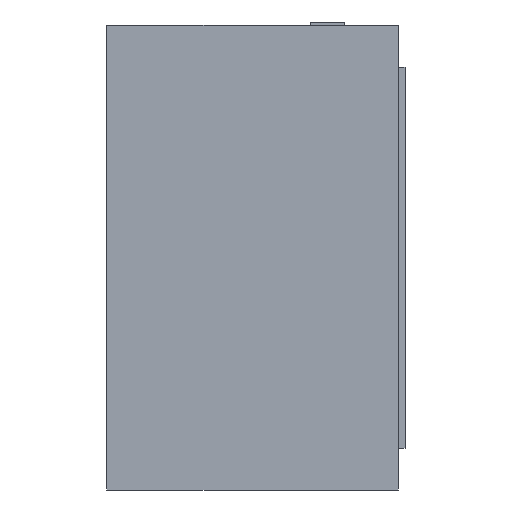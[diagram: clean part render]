
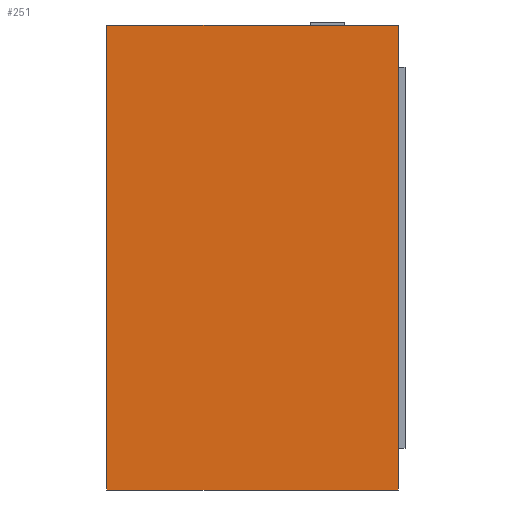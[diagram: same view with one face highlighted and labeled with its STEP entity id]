
A CAD part, left-side view. The second image highlights one B-rep face of the part: STEP entity #251.
In plain terms, the highlighted planar face has unit normal (-1, 0, 0).
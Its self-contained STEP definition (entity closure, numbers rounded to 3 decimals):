
#29 = EDGE_CURVE ( 'NONE', #1026, #250, #840, .T. ) ;
#47 = CARTESIAN_POINT ( 'NONE',  ( -0.535, 0., 0.335 ) ) ;
#70 = CARTESIAN_POINT ( 'NONE',  ( -0.535, 0.42, 0.335 ) ) ;
#90 = ORIENTED_EDGE ( 'NONE', *, *, #1112, .T. ) ;
#143 = DIRECTION ( 'NONE',  ( 0., 0., 1. ) ) ;
#174 = VERTEX_POINT ( 'NONE', #249 ) ;
#203 = CARTESIAN_POINT ( 'NONE',  ( -0.535, 0., -0.335 ) ) ;
#220 = LINE ( 'NONE', #939, #535 ) ;
#249 = CARTESIAN_POINT ( 'NONE',  ( -0.535, 0.42, -0.335 ) ) ;
#250 = VERTEX_POINT ( 'NONE', #47 ) ;
#251 = ADVANCED_FACE ( 'NONE', ( #311 ), #1036, .F. ) ;
#252 = DIRECTION ( 'NONE',  ( 0., -1., 0. ) ) ;
#272 = ORIENTED_EDGE ( 'NONE', *, *, #29, .T. ) ;
#279 = VECTOR ( 'NONE', #569, 1000. ) ;
#300 = EDGE_CURVE ( 'NONE', #174, #1021, #220, .T. ) ;
#303 = VECTOR ( 'NONE', #252, 1000. ) ;
#311 = FACE_OUTER_BOUND ( 'NONE', #711, .T. ) ;
#394 = CARTESIAN_POINT ( 'NONE',  ( -0.535, 0., -0.335 ) ) ;
#447 = CARTESIAN_POINT ( 'NONE',  ( -0.535, 0.42, -0.335 ) ) ;
#495 = DIRECTION ( 'NONE',  ( 0., 0., -1. ) ) ;
#500 = DIRECTION ( 'NONE',  ( 0., -1., 0. ) ) ;
#535 = VECTOR ( 'NONE', #143, 1000. ) ;
#536 = VECTOR ( 'NONE', #500, 1000. ) ;
#569 = DIRECTION ( 'NONE',  ( 0., 0., 1. ) ) ;
#588 = CARTESIAN_POINT ( 'NONE',  ( -0.535, 0.42, -0.335 ) ) ;
#690 = LINE ( 'NONE', #447, #303 ) ;
#711 = EDGE_LOOP ( 'NONE', ( #272, #1069, #918, #90 ) ) ;
#780 = LINE ( 'NONE', #70, #536 ) ;
#840 = LINE ( 'NONE', #203, #279 ) ;
#849 = EDGE_CURVE ( 'NONE', #1021, #250, #780, .T. ) ;
#918 = ORIENTED_EDGE ( 'NONE', *, *, #300, .F. ) ;
#932 = DIRECTION ( 'NONE',  ( 1., 0., 0. ) ) ;
#939 = CARTESIAN_POINT ( 'NONE',  ( -0.535, 0.42, -0.335 ) ) ;
#983 = AXIS2_PLACEMENT_3D ( 'NONE', #588, #932, #495 ) ;
#1001 = CARTESIAN_POINT ( 'NONE',  ( -0.535, 0.42, 0.335 ) ) ;
#1021 = VERTEX_POINT ( 'NONE', #1001 ) ;
#1026 = VERTEX_POINT ( 'NONE', #394 ) ;
#1036 = PLANE ( 'NONE',  #983 ) ;
#1069 = ORIENTED_EDGE ( 'NONE', *, *, #849, .F. ) ;
#1112 = EDGE_CURVE ( 'NONE', #174, #1026, #690, .T. ) ;
